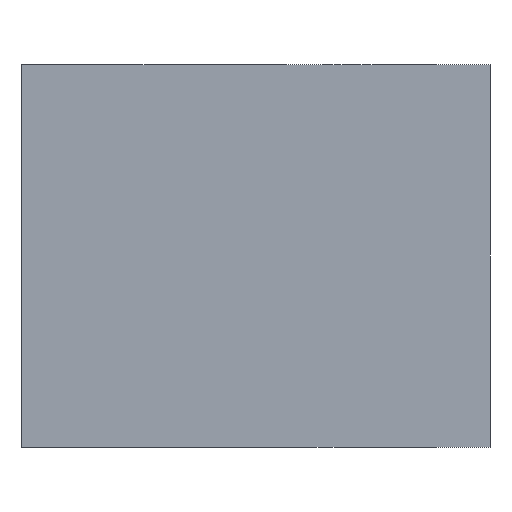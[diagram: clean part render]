
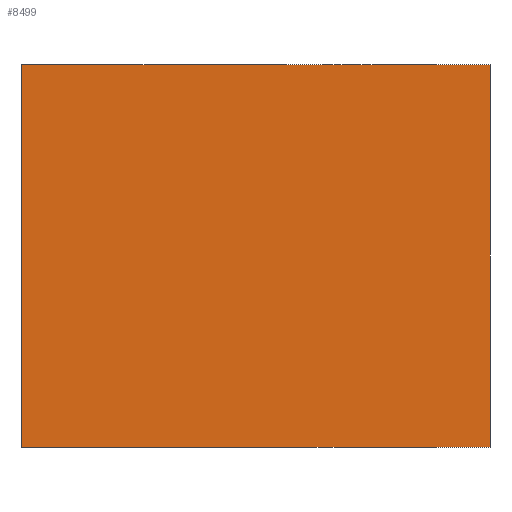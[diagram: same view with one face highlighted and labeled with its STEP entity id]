
A CAD part, front view. The second image highlights one B-rep face of the part: STEP entity #8499.
In plain terms, the highlighted planar face has unit normal (0, -1, 0).
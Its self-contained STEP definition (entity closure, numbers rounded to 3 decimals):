
#1030=FACE_OUTER_BOUND('',#1492,.T.);
#1492=EDGE_LOOP('',(#7421,#7422,#7423,#7424));
#1888=LINE('',#13342,#2701);
#2323=LINE('',#14604,#3136);
#2324=LINE('',#14606,#3137);
#2325=LINE('',#14607,#3138);
#2701=VECTOR('',#9498,10.);
#3136=VECTOR('',#10543,10.);
#3137=VECTOR('',#10546,10.);
#3138=VECTOR('',#10547,10.);
#3548=VERTEX_POINT('',#13339);
#3549=VERTEX_POINT('',#13341);
#3942=VERTEX_POINT('',#14600);
#3943=VERTEX_POINT('',#14602);
#4557=EDGE_CURVE('',#3548,#3549,#1888,.T.);
#5116=EDGE_CURVE('',#3942,#3943,#2323,.T.);
#5117=EDGE_CURVE('',#3548,#3942,#2324,.T.);
#5118=EDGE_CURVE('',#3549,#3943,#2325,.T.);
#7421=ORIENTED_EDGE('',*,*,#5117,.T.);
#7422=ORIENTED_EDGE('',*,*,#5116,.T.);
#7423=ORIENTED_EDGE('',*,*,#5118,.F.);
#7424=ORIENTED_EDGE('',*,*,#4557,.F.);
#7715=PLANE('',#8920);
#8499=ADVANCED_FACE('',(#1030),#7715,.T.);
#8920=AXIS2_PLACEMENT_3D('',#14605,#10544,#10545);
#9498=DIRECTION('',(0.,0.,1.));
#10543=DIRECTION('',(0.,0.,1.));
#10544=DIRECTION('center_axis',(0.,-1.,0.));
#10545=DIRECTION('ref_axis',(1.,0.,0.));
#10546=DIRECTION('',(1.,0.,0.));
#10547=DIRECTION('',(1.,0.,0.));
#13339=CARTESIAN_POINT('',(0.,0.,0.));
#13341=CARTESIAN_POINT('',(0.,0.,40.132));
#13342=CARTESIAN_POINT('',(0.,0.,0.));
#14600=CARTESIAN_POINT('',(49.098,0.,0.));
#14602=CARTESIAN_POINT('',(49.098,0.,40.132));
#14604=CARTESIAN_POINT('',(49.098,0.,0.));
#14605=CARTESIAN_POINT('Origin',(0.,0.,0.));
#14606=CARTESIAN_POINT('',(0.,0.,0.));
#14607=CARTESIAN_POINT('',(0.,0.,40.132));
